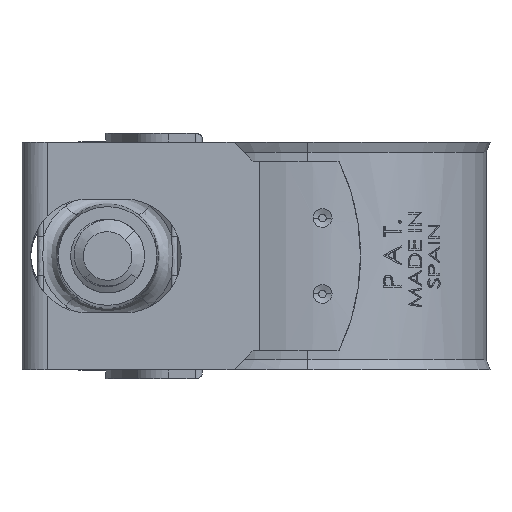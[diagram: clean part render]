
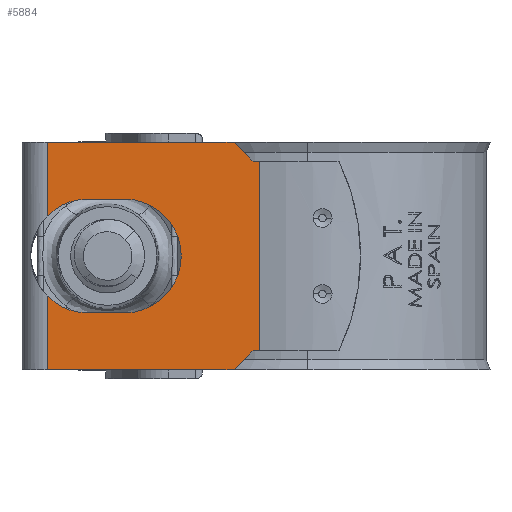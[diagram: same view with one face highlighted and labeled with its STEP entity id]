
A CAD part, left-side view. The second image highlights one B-rep face of the part: STEP entity #5884.
In plain terms, the highlighted planar face has unit normal (-1, 0.003, 0).
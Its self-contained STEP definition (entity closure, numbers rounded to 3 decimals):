
#8 = VERTEX_POINT ( 'NONE', #6629 ) ;
#9 = VERTEX_POINT ( 'NONE', #6627 ) ;
#10 = VERTEX_POINT ( 'NONE', #6630 ) ;
#11 = VERTEX_POINT ( 'NONE', #6621 ) ;
#13 = VERTEX_POINT ( 'NONE', #6619 ) ;
#14 = VERTEX_POINT ( 'NONE', #6618 ) ;
#17 = VERTEX_POINT ( 'NONE', #6615 ) ;
#18 = VERTEX_POINT ( 'NONE', #6614 ) ;
#21 = VERTEX_POINT ( 'NONE', #6611 ) ;
#22 = VERTEX_POINT ( 'NONE', #6610 ) ;
#23 = VERTEX_POINT ( 'NONE', #6609 ) ;
#24 = VERTEX_POINT ( 'NONE', #6608 ) ;
#720 = EDGE_LOOP ( 'NONE', ( #8354, #8353, #8352, #8351, #8350, #8349, #8348, #8347, #8346, #8345, #8344, #8343, #8342, #8341, #8340 ) ) ;
#1319 = VERTEX_POINT ( 'NONE', #24900 ) ;
#5884 = ADVANCED_FACE ( 'NONE', ( #38937 ), #29335, .T. ) ;
#6608 = CARTESIAN_POINT ( 'NONE',  ( -14.45, 20.613, -18. ) ) ;
#6609 = CARTESIAN_POINT ( 'NONE',  ( -14.5, 3.841, -16.5 ) ) ;
#6610 = CARTESIAN_POINT ( 'NONE',  ( -14.5, 3.841, -1.5 ) ) ;
#6611 = CARTESIAN_POINT ( 'NONE',  ( -14.46, 17.413, -4.5 ) ) ;
#6614 = CARTESIAN_POINT ( 'NONE',  ( -14.45, 20.613, -5.836 ) ) ;
#6615 = CARTESIAN_POINT ( 'NONE',  ( -14.468, 14.513, -13.5 ) ) ;
#6618 = CARTESIAN_POINT ( 'NONE',  ( -14.45, 20.613, -12.164 ) ) ;
#6619 = CARTESIAN_POINT ( 'NONE',  ( -14.46, 17.413, -13.5 ) ) ;
#6621 = CARTESIAN_POINT ( 'NONE',  ( -14.499, 4.341, -1.5 ) ) ;
#6627 = CARTESIAN_POINT ( 'NONE',  ( -14.494, 5.841, -18. ) ) ;
#6629 = CARTESIAN_POINT ( 'NONE',  ( -14.499, 4.341, -16.5 ) ) ;
#6630 = CARTESIAN_POINT ( 'NONE',  ( -14.45, 20.613, 0. ) ) ;
#6909 = VERTEX_POINT ( 'NONE', #20662 ) ;
#6975 = VERTEX_POINT ( 'NONE', #9058 ) ;
#8340 = ORIENTED_EDGE ( 'NONE', *, *, #22343, .F. ) ;
#8341 = ORIENTED_EDGE ( 'NONE', *, *, #22342, .F. ) ;
#8342 = ORIENTED_EDGE ( 'NONE', *, *, #22341, .T. ) ;
#8343 = ORIENTED_EDGE ( 'NONE', *, *, #22340, .T. ) ;
#8344 = ORIENTED_EDGE ( 'NONE', *, *, #22321, .T. ) ;
#8345 = ORIENTED_EDGE ( 'NONE', *, *, #22339, .T. ) ;
#8346 = ORIENTED_EDGE ( 'NONE', *, *, #22338, .T. ) ;
#8347 = ORIENTED_EDGE ( 'NONE', *, *, #22337, .T. ) ;
#8348 = ORIENTED_EDGE ( 'NONE', *, *, #22336, .F. ) ;
#8349 = ORIENTED_EDGE ( 'NONE', *, *, #22335, .F. ) ;
#8350 = ORIENTED_EDGE ( 'NONE', *, *, #22334, .F. ) ;
#8351 = ORIENTED_EDGE ( 'NONE', *, *, #22333, .F. ) ;
#8352 = ORIENTED_EDGE ( 'NONE', *, *, #42277, .F. ) ;
#8353 = ORIENTED_EDGE ( 'NONE', *, *, #22332, .F. ) ;
#8354 = ORIENTED_EDGE ( 'NONE', *, *, #22331, .F. ) ;
#9058 = CARTESIAN_POINT ( 'NONE',  ( -14.482, 10.013, -9. ) ) ;
#15298 = AXIS2_PLACEMENT_3D ( 'NONE', #29333, #29337, #29338 ) ;
#20662 = CARTESIAN_POINT ( 'NONE',  ( -14.468, 14.513, -4.5 ) ) ;
#22321 = EDGE_CURVE ( 'NONE', #23, #22, #32663, .T. ) ;
#22331 = EDGE_CURVE ( 'NONE', #21, #18, #32670, .T. ) ;
#22332 = EDGE_CURVE ( 'NONE', #6909, #21, #32671, .T. ) ;
#22333 = EDGE_CURVE ( 'NONE', #17, #6975, #32666, .T. ) ;
#22334 = EDGE_CURVE ( 'NONE', #13, #17, #32674, .T. ) ;
#22335 = EDGE_CURVE ( 'NONE', #14, #13, #32675, .T. ) ;
#22336 = EDGE_CURVE ( 'NONE', #24, #14, #32677, .T. ) ;
#22337 = EDGE_CURVE ( 'NONE', #24, #9, #32672, .T. ) ;
#22338 = EDGE_CURVE ( 'NONE', #9, #8, #32680, .T. ) ;
#22339 = EDGE_CURVE ( 'NONE', #8, #23, #32682, .T. ) ;
#22340 = EDGE_CURVE ( 'NONE', #22, #11, #32684, .T. ) ;
#22341 = EDGE_CURVE ( 'NONE', #11, #1319, #32686, .T. ) ;
#22342 = EDGE_CURVE ( 'NONE', #10, #1319, #32688, .T. ) ;
#22343 = EDGE_CURVE ( 'NONE', #18, #10, #32678, .T. ) ;
#24900 = CARTESIAN_POINT ( 'NONE',  ( -14.494, 5.841, 0. ) ) ;
#29333 = CARTESIAN_POINT ( 'NONE',  ( -14.45, 20.613, -18. ) ) ;
#29335 = PLANE ( 'NONE',  #15298 ) ;
#29337 = DIRECTION ( 'NONE',  ( -1., 0.003, 0. ) ) ;
#29338 = DIRECTION ( 'NONE',  ( -0.003, -1., 0. ) ) ;
#31610 = DIRECTION ( 'NONE',  ( 0., 0., 1. ) ) ;
#31667 = CARTESIAN_POINT ( 'NONE',  ( -14.5, 3.841, -18. ) ) ;
#31769 = CARTESIAN_POINT ( 'NONE',  ( -14.468, 14.513, -4.5 ) ) ;
#31772 = DIRECTION ( 'NONE',  ( 0.003, 1., 0. ) ) ;
#31780 = DIRECTION ( 'NONE',  ( -0.003, -1., 0. ) ) ;
#31783 = CARTESIAN_POINT ( 'NONE',  ( -14.46, 17.413, -9. ) ) ;
#31785 = DIRECTION ( 'NONE',  ( -1., 0.003, 0. ) ) ;
#31787 = DIRECTION ( 'NONE',  ( -0.003, -1., 0. ) ) ;
#31789 = CARTESIAN_POINT ( 'NONE',  ( -14.468, 14.513, -13.5 ) ) ;
#31793 = CARTESIAN_POINT ( 'NONE',  ( -14.45, 20.613, -18. ) ) ;
#31795 = DIRECTION ( 'NONE',  ( 0., 0., 1. ) ) ;
#31797 = CARTESIAN_POINT ( 'NONE',  ( -14.468, 14.513, -9. ) ) ;
#31799 = DIRECTION ( 'NONE',  ( -1., 0.003, 0. ) ) ;
#31801 = DIRECTION ( 'NONE',  ( -0.003, -1., 0. ) ) ;
#31805 = CARTESIAN_POINT ( 'NONE',  ( -14.45, 20.613, -18. ) ) ;
#31808 = CARTESIAN_POINT ( 'NONE',  ( -14.45, 20.613, -18. ) ) ;
#31810 = CARTESIAN_POINT ( 'NONE',  ( -14.46, 17.413, -9. ) ) ;
#31812 = DIRECTION ( 'NONE',  ( -1., 0.003, 0. ) ) ;
#31814 = DIRECTION ( 'NONE',  ( -0.003, -1., 0. ) ) ;
#31818 = DIRECTION ( 'NONE',  ( -0.003, -1., 0. ) ) ;
#31822 = CARTESIAN_POINT ( 'NONE',  ( -14.493, 6.048, -18.208 ) ) ;
#31825 = DIRECTION ( 'NONE',  ( -0.002, -0.707, 0.707 ) ) ;
#31827 = CARTESIAN_POINT ( 'NONE',  ( -14.497, 4.756, -16.5 ) ) ;
#31830 = DIRECTION ( 'NONE',  ( -0.003, -1., 0. ) ) ;
#31832 = CARTESIAN_POINT ( 'NONE',  ( -14.497, 4.756, -1.5 ) ) ;
#31835 = DIRECTION ( 'NONE',  ( 0.003, 1., 0. ) ) ;
#31837 = CARTESIAN_POINT ( 'NONE',  ( -14.493, 6.048, 0.208 ) ) ;
#31840 = DIRECTION ( 'NONE',  ( 0.002, 0.707, 0.707 ) ) ;
#31842 = CARTESIAN_POINT ( 'NONE',  ( -14.45, 20.613, 0. ) ) ;
#31846 = DIRECTION ( 'NONE',  ( -0.003, -1., 0. ) ) ;
#31848 = DIRECTION ( 'NONE',  ( 0., 0., 1. ) ) ;
#32663 = LINE ( 'NONE', #31667, #32665 ) ;
#32665 = VECTOR ( 'NONE', #31610, 1000. ) ;
#32666 = CIRCLE ( 'NONE', #41954, 4.5 ) ;
#32670 = CIRCLE ( 'NONE', #41953, 4.5 ) ;
#32671 = LINE ( 'NONE', #31769, #32673 ) ;
#32672 = LINE ( 'NONE', #31808, #32681 ) ;
#32673 = VECTOR ( 'NONE', #31772, 1000. ) ;
#32674 = LINE ( 'NONE', #31789, #32676 ) ;
#32675 = CIRCLE ( 'NONE', #41955, 4.5 ) ;
#32676 = VECTOR ( 'NONE', #31780, 1000. ) ;
#32677 = LINE ( 'NONE', #31793, #32679 ) ;
#32678 = LINE ( 'NONE', #31805, #32693 ) ;
#32679 = VECTOR ( 'NONE', #31795, 1000. ) ;
#32680 = LINE ( 'NONE', #31822, #32683 ) ;
#32681 = VECTOR ( 'NONE', #31818, 1000. ) ;
#32682 = LINE ( 'NONE', #31827, #32685 ) ;
#32683 = VECTOR ( 'NONE', #31825, 1000. ) ;
#32684 = LINE ( 'NONE', #31832, #32687 ) ;
#32685 = VECTOR ( 'NONE', #31830, 1000. ) ;
#32686 = LINE ( 'NONE', #31837, #32689 ) ;
#32687 = VECTOR ( 'NONE', #31835, 1000. ) ;
#32688 = LINE ( 'NONE', #31842, #32691 ) ;
#32689 = VECTOR ( 'NONE', #31840, 1000. ) ;
#32691 = VECTOR ( 'NONE', #31846, 1000. ) ;
#32693 = VECTOR ( 'NONE', #31848, 1000. ) ;
#32921 = CIRCLE ( 'NONE', #42004, 4.5 ) ;
#34356 = CARTESIAN_POINT ( 'NONE',  ( -14.468, 14.513, -9. ) ) ;
#34357 = DIRECTION ( 'NONE',  ( -1., 0.003, 0. ) ) ;
#34358 = DIRECTION ( 'NONE',  ( -0.003, -1., 0. ) ) ;
#38937 = FACE_OUTER_BOUND ( 'NONE', #720, .T. ) ;
#41953 = AXIS2_PLACEMENT_3D ( 'NONE', #31783, #31785, #31787 ) ;
#41954 = AXIS2_PLACEMENT_3D ( 'NONE', #31797, #31799, #31801 ) ;
#41955 = AXIS2_PLACEMENT_3D ( 'NONE', #31810, #31812, #31814 ) ;
#42004 = AXIS2_PLACEMENT_3D ( 'NONE', #34356, #34357, #34358 ) ;
#42277 = EDGE_CURVE ( 'NONE', #6975, #6909, #32921, .T. ) ;
